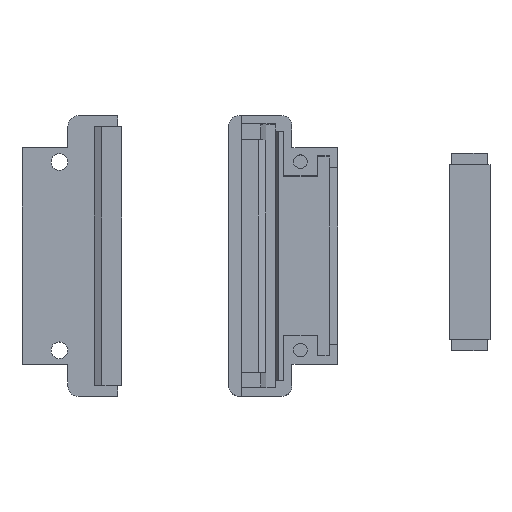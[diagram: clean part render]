
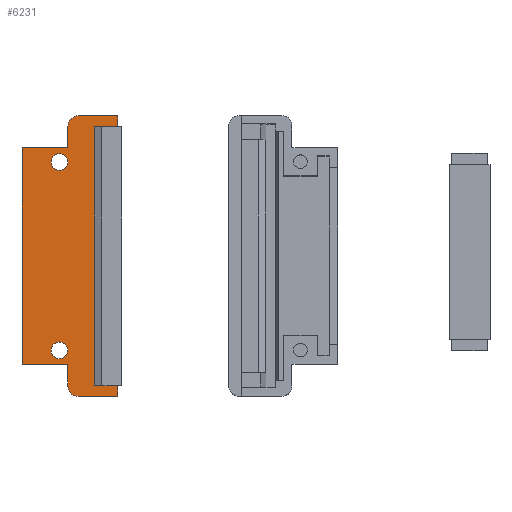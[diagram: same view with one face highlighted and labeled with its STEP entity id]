
A CAD part, top view. The second image highlights one B-rep face of the part: STEP entity #6231.
In plain terms, the highlighted planar face has unit normal (0, 0, 1).
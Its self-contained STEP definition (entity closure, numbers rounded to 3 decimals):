
#173=FACE_BOUND('',#1026,.T.);
#174=FACE_BOUND('',#1027,.T.);
#336=PLANE('',#6490);
#666=FACE_OUTER_BOUND('',#1025,.T.);
#1025=EDGE_LOOP('',(#5783,#5784,#5785,#5786,#5787,#5788,#5789,#5790,#5791,
#5792,#5793,#5794,#5795,#5796));
#1026=EDGE_LOOP('',(#5797));
#1027=EDGE_LOOP('',(#5798));
#1571=LINE('',#12662,#2164);
#1575=LINE('',#12671,#2168);
#1577=LINE('',#12676,#2170);
#1579=LINE('',#12679,#2172);
#1581=LINE('',#12683,#2174);
#1585=LINE('',#12692,#2178);
#1588=LINE('',#12697,#2181);
#1591=LINE('',#12703,#2184);
#1597=LINE('',#12721,#2190);
#1599=LINE('',#12725,#2192);
#1601=LINE('',#12729,#2194);
#1602=LINE('',#12731,#2195);
#2164=VECTOR('',#7476,10.);
#2168=VECTOR('',#7486,10.);
#2170=VECTOR('',#7490,10.);
#2172=VECTOR('',#7492,10.);
#2174=VECTOR('',#7496,10.);
#2178=VECTOR('',#7502,10.);
#2181=VECTOR('',#7507,10.);
#2184=VECTOR('',#7514,10.);
#2190=VECTOR('',#7536,10.);
#2192=VECTOR('',#7540,10.);
#2194=VECTOR('',#7544,10.);
#2195=VECTOR('',#7547,10.);
#2278=CIRCLE('',#6471,2.);
#2279=CIRCLE('',#6481,1.6);
#2280=CIRCLE('',#6483,1.6);
#2281=CIRCLE('',#6485,2.);
#3106=VERTEX_POINT('',#12659);
#3107=VERTEX_POINT('',#12661);
#3108=VERTEX_POINT('',#12665);
#3109=VERTEX_POINT('',#12669);
#3110=VERTEX_POINT('',#12673);
#3111=VERTEX_POINT('',#12675);
#3112=VERTEX_POINT('',#12677);
#3113=VERTEX_POINT('',#12681);
#3114=VERTEX_POINT('',#12685);
#3117=VERTEX_POINT('',#12690);
#3120=VERTEX_POINT('',#12707);
#3121=VERTEX_POINT('',#12711);
#3122=VERTEX_POINT('',#12715);
#3123=VERTEX_POINT('',#12719);
#3124=VERTEX_POINT('',#12723);
#3125=VERTEX_POINT('',#12727);
#3985=EDGE_CURVE('',#3107,#3106,#1571,.T.);
#3988=EDGE_CURVE('',#3106,#3108,#2278,.T.);
#3990=EDGE_CURVE('',#3108,#3109,#1575,.T.);
#3992=EDGE_CURVE('',#3111,#3110,#1577,.T.);
#3994=EDGE_CURVE('',#3109,#3112,#1579,.T.);
#3996=EDGE_CURVE('',#3110,#3113,#1581,.T.);
#4000=EDGE_CURVE('',#3114,#3117,#1585,.T.);
#4003=EDGE_CURVE('',#3117,#3111,#1588,.F.);
#4006=EDGE_CURVE('',#3112,#3114,#1591,.F.);
#4009=EDGE_CURVE('',#3120,#3120,#2279,.T.);
#4011=EDGE_CURVE('',#3121,#3121,#2280,.T.);
#4013=EDGE_CURVE('',#3113,#3122,#2281,.T.);
#4015=EDGE_CURVE('',#3122,#3123,#1597,.T.);
#4017=EDGE_CURVE('',#3123,#3124,#1599,.T.);
#4019=EDGE_CURVE('',#3124,#3125,#1601,.T.);
#4020=EDGE_CURVE('',#3125,#3107,#1602,.T.);
#5783=ORIENTED_EDGE('',*,*,#4003,.T.);
#5784=ORIENTED_EDGE('',*,*,#3992,.T.);
#5785=ORIENTED_EDGE('',*,*,#3996,.T.);
#5786=ORIENTED_EDGE('',*,*,#4013,.T.);
#5787=ORIENTED_EDGE('',*,*,#4015,.T.);
#5788=ORIENTED_EDGE('',*,*,#4017,.T.);
#5789=ORIENTED_EDGE('',*,*,#4019,.T.);
#5790=ORIENTED_EDGE('',*,*,#4020,.T.);
#5791=ORIENTED_EDGE('',*,*,#3985,.T.);
#5792=ORIENTED_EDGE('',*,*,#3988,.T.);
#5793=ORIENTED_EDGE('',*,*,#3990,.T.);
#5794=ORIENTED_EDGE('',*,*,#3994,.T.);
#5795=ORIENTED_EDGE('',*,*,#4006,.T.);
#5796=ORIENTED_EDGE('',*,*,#4000,.T.);
#5797=ORIENTED_EDGE('',*,*,#4011,.T.);
#5798=ORIENTED_EDGE('',*,*,#4009,.T.);
#6231=ADVANCED_FACE('',(#666,#173,#174),#336,.F.);
#6471=AXIS2_PLACEMENT_3D('',#12667,#7481,#7482);
#6481=AXIS2_PLACEMENT_3D('',#12709,#7521,#7522);
#6483=AXIS2_PLACEMENT_3D('',#12713,#7526,#7527);
#6485=AXIS2_PLACEMENT_3D('',#12717,#7531,#7532);
#6490=AXIS2_PLACEMENT_3D('',#12732,#7548,#7549);
#7476=DIRECTION('',(0.,-1.,0.));
#7481=DIRECTION('center_axis',(0.,0.,1.));
#7482=DIRECTION('ref_axis',(0.,-1.,0.));
#7486=DIRECTION('',(1.,0.,0.));
#7490=DIRECTION('',(0.,1.,0.));
#7492=DIRECTION('',(0.,1.,0.));
#7496=DIRECTION('',(-1.,0.,0.));
#7502=DIRECTION('',(0.,1.,0.));
#7507=DIRECTION('',(-1.,0.,0.));
#7514=DIRECTION('',(1.,0.,0.));
#7521=DIRECTION('center_axis',(0.,0.,-1.));
#7522=DIRECTION('ref_axis',(-1.,0.,0.));
#7526=DIRECTION('center_axis',(0.,0.,-1.));
#7527=DIRECTION('ref_axis',(-1.,0.,0.));
#7531=DIRECTION('center_axis',(0.,0.,1.));
#7532=DIRECTION('ref_axis',(-1.,0.,0.));
#7536=DIRECTION('',(0.,-1.,0.));
#7540=DIRECTION('',(-1.,0.,0.));
#7544=DIRECTION('',(0.,-1.,0.));
#7547=DIRECTION('',(1.,0.,0.));
#7548=DIRECTION('center_axis',(0.,0.,-1.));
#7549=DIRECTION('ref_axis',(-1.,0.,0.));
#12659=CARTESIAN_POINT('',(-24.319,-0.2,0.9));
#12661=CARTESIAN_POINT('',(-24.319,3.95,0.9));
#12662=CARTESIAN_POINT('',(-24.319,12.25,0.9));
#12665=CARTESIAN_POINT('',(-22.319,-2.2,0.9));
#12667=CARTESIAN_POINT('Origin',(-22.319,-0.2,0.9));
#12669=CARTESIAN_POINT('',(-14.819,-2.2,0.9));
#12671=CARTESIAN_POINT('',(-19.394,-2.2,0.9));
#12673=CARTESIAN_POINT('',(-14.819,51.6,0.9));
#12675=CARTESIAN_POINT('',(-14.819,49.5,0.9));
#12676=CARTESIAN_POINT('',(-14.819,38.15,0.9));
#12677=CARTESIAN_POINT('',(-14.819,-0.1,0.9));
#12679=CARTESIAN_POINT('',(-14.819,38.15,0.9));
#12681=CARTESIAN_POINT('',(-22.319,51.6,0.9));
#12683=CARTESIAN_POINT('',(-23.144,51.6,0.9));
#12685=CARTESIAN_POINT('',(-19.319,-0.1,0.9));
#12690=CARTESIAN_POINT('',(-19.319,49.5,0.9));
#12692=CARTESIAN_POINT('',(-19.319,37.35,0.9));
#12697=CARTESIAN_POINT('',(-18.894,49.5,0.9));
#12703=CARTESIAN_POINT('',(-21.644,-0.1,0.9));
#12707=CARTESIAN_POINT('',(-24.357,42.75,0.9));
#12709=CARTESIAN_POINT('Origin',(-25.957,42.75,0.9));
#12711=CARTESIAN_POINT('',(-24.357,6.65,0.9));
#12713=CARTESIAN_POINT('Origin',(-25.957,6.65,0.9));
#12715=CARTESIAN_POINT('',(-24.319,49.6,0.9));
#12717=CARTESIAN_POINT('Origin',(-22.319,49.6,0.9));
#12719=CARTESIAN_POINT('',(-24.319,45.45,0.9));
#12721=CARTESIAN_POINT('',(-24.319,35.075,0.9));
#12723=CARTESIAN_POINT('',(-33.119,45.45,0.9));
#12725=CARTESIAN_POINT('',(-28.544,45.45,0.9));
#12727=CARTESIAN_POINT('',(-33.119,3.95,0.9));
#12729=CARTESIAN_POINT('',(-33.119,14.325,0.9));
#12731=CARTESIAN_POINT('',(-24.144,3.95,0.9));
#12732=CARTESIAN_POINT('Origin',(-23.969,24.7,0.9));
